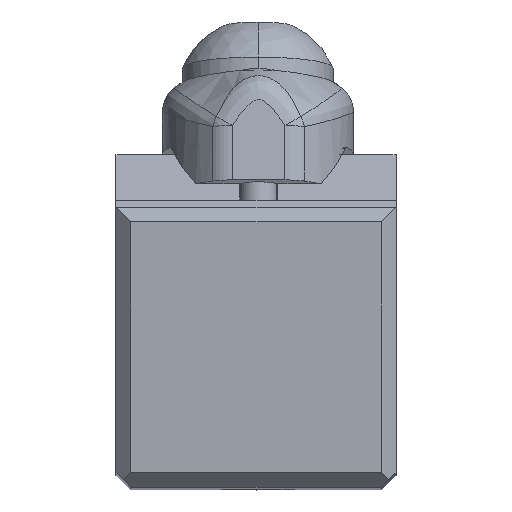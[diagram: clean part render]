
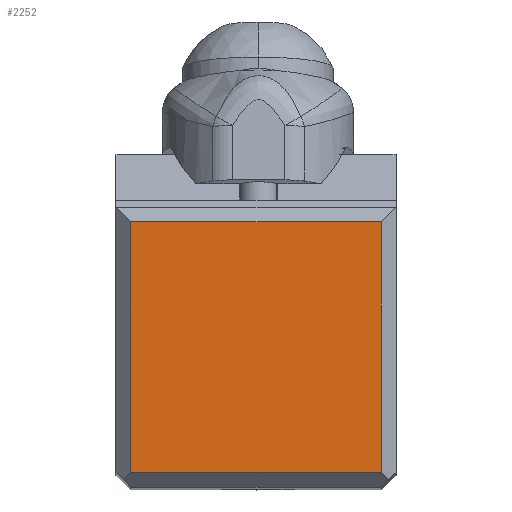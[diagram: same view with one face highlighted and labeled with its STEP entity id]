
A CAD part, top view. The second image highlights one B-rep face of the part: STEP entity #2252.
In plain terms, the highlighted planar face has unit normal (0, 0, 1).
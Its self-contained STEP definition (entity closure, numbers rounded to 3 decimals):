
#1997=FACE_OUTER_BOUND('',#2623,.T.);
#2252=ADVANCED_FACE('',(#1997),#2506,.T.);
#2506=PLANE('',#6743);
#2623=EDGE_LOOP('',(#3090,#3091,#3092,#3093));
#3090=ORIENTED_EDGE('',*,*,#4919,.F.);
#3091=ORIENTED_EDGE('',*,*,#4916,.F.);
#3092=ORIENTED_EDGE('',*,*,#4914,.F.);
#3093=ORIENTED_EDGE('',*,*,#4912,.T.);
#4401=VERTEX_POINT('',#8684);
#4402=VERTEX_POINT('',#8686);
#4403=VERTEX_POINT('',#8690);
#4404=VERTEX_POINT('',#8694);
#4912=EDGE_CURVE('',#4402,#4401,#5917,.T.);
#4914=EDGE_CURVE('',#4402,#4403,#5919,.T.);
#4916=EDGE_CURVE('',#4403,#4404,#5921,.T.);
#4919=EDGE_CURVE('',#4404,#4401,#5924,.T.);
#5917=LINE('',#8685,#6173);
#5919=LINE('',#8689,#6175);
#5921=LINE('',#8693,#6177);
#5924=LINE('',#8699,#6180);
#6173=VECTOR('',#7418,1.);
#6175=VECTOR('',#7422,1.);
#6177=VECTOR('',#7426,1.);
#6180=VECTOR('',#7433,1.);
#6743=AXIS2_PLACEMENT_3D('',#8701,#7436,#7437);
#7418=DIRECTION('',(1.,0.,0.));
#7422=DIRECTION('',(0.,1.,0.));
#7426=DIRECTION('',(1.,0.,0.));
#7433=DIRECTION('',(0.,-1.,0.));
#7436=DIRECTION('',(0.,0.,1.));
#7437=DIRECTION('',(1.,0.,0.));
#8684=CARTESIAN_POINT('',(-1.,1.,0.));
#8685=CARTESIAN_POINT('',(-18.05,1.,0.));
#8686=CARTESIAN_POINT('',(-18.05,1.,0.));
#8689=CARTESIAN_POINT('',(-18.05,1.,0.));
#8690=CARTESIAN_POINT('',(-18.05,18.05,0.));
#8693=CARTESIAN_POINT('',(-18.05,18.05,0.));
#8694=CARTESIAN_POINT('',(-1.,18.05,0.));
#8699=CARTESIAN_POINT('',(-1.,18.05,0.));
#8701=CARTESIAN_POINT('',(-9.525,9.525,0.));
